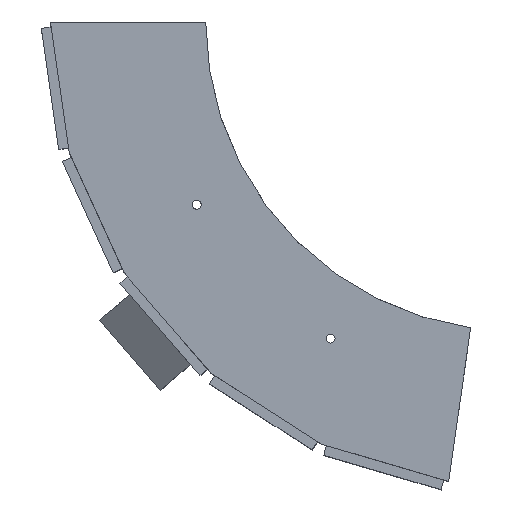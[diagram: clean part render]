
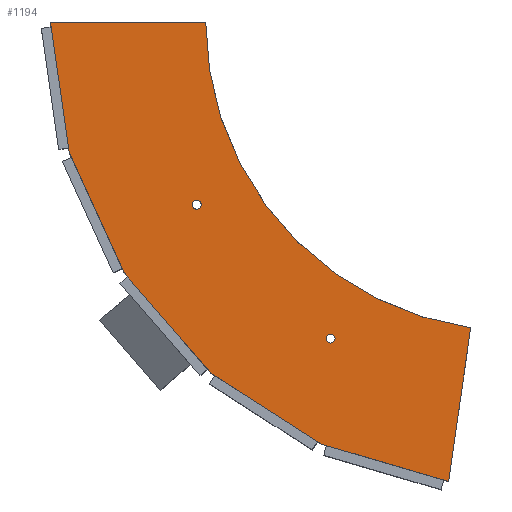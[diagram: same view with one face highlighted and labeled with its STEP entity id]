
A CAD part, top view. The second image highlights one B-rep face of the part: STEP entity #1194.
In plain terms, the highlighted planar face has unit normal (0, 0, 1).
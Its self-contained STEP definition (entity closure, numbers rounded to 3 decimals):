
#18=FACE_BOUND('',#182,.T.);
#19=FACE_BOUND('',#183,.T.);
#38=PLANE('',#1297);
#82=CIRCLE('',#1266,1.45);
#84=CIRCLE('',#1269,1.45);
#88=CIRCLE('',#1298,99.3);
#116=FACE_OUTER_BOUND('',#181,.T.);
#181=EDGE_LOOP('',(#916,#917,#918,#919,#920,#921,#922,#923));
#182=EDGE_LOOP('',(#924));
#183=EDGE_LOOP('',(#925));
#240=LINE('',#1732,#378);
#270=LINE('',#1829,#408);
#273=LINE('',#1837,#411);
#274=LINE('',#1840,#412);
#275=LINE('',#1842,#413);
#276=LINE('',#1844,#414);
#277=LINE('',#1845,#415);
#378=VECTOR('',#1385,10.);
#408=VECTOR('',#1477,10.);
#411=VECTOR('',#1484,10.);
#412=VECTOR('',#1487,10.);
#413=VECTOR('',#1488,10.);
#414=VECTOR('',#1489,10.);
#415=VECTOR('',#1490,10.);
#538=VERTEX_POINT('',#1729);
#539=VERTEX_POINT('',#1731);
#542=VERTEX_POINT('',#1740);
#544=VERTEX_POINT('',#1746);
#575=VERTEX_POINT('',#1827);
#577=VERTEX_POINT('',#1835);
#578=VERTEX_POINT('',#1836);
#579=VERTEX_POINT('',#1839);
#580=VERTEX_POINT('',#1841);
#581=VERTEX_POINT('',#1843);
#658=EDGE_CURVE('',#538,#539,#240,.T.);
#663=EDGE_CURVE('',#542,#542,#82,.T.);
#666=EDGE_CURVE('',#544,#544,#84,.T.);
#707=EDGE_CURVE('',#538,#575,#270,.T.);
#710=EDGE_CURVE('',#577,#578,#273,.T.);
#711=EDGE_CURVE('',#577,#539,#88,.T.);
#712=EDGE_CURVE('',#575,#579,#274,.T.);
#713=EDGE_CURVE('',#579,#580,#275,.T.);
#714=EDGE_CURVE('',#580,#581,#276,.T.);
#715=EDGE_CURVE('',#581,#578,#277,.T.);
#916=ORIENTED_EDGE('',*,*,#710,.F.);
#917=ORIENTED_EDGE('',*,*,#711,.T.);
#918=ORIENTED_EDGE('',*,*,#658,.F.);
#919=ORIENTED_EDGE('',*,*,#707,.T.);
#920=ORIENTED_EDGE('',*,*,#712,.T.);
#921=ORIENTED_EDGE('',*,*,#713,.T.);
#922=ORIENTED_EDGE('',*,*,#714,.T.);
#923=ORIENTED_EDGE('',*,*,#715,.T.);
#924=ORIENTED_EDGE('',*,*,#663,.T.);
#925=ORIENTED_EDGE('',*,*,#666,.T.);
#1194=ADVANCED_FACE('',(#116,#18,#19),#38,.T.);
#1266=AXIS2_PLACEMENT_3D('',#1741,#1392,#1393);
#1269=AXIS2_PLACEMENT_3D('',#1747,#1399,#1400);
#1297=AXIS2_PLACEMENT_3D('',#1834,#1482,#1483);
#1298=AXIS2_PLACEMENT_3D('',#1838,#1485,#1486);
#1385=DIRECTION('',(1.,0.,0.));
#1392=DIRECTION('center_axis',(0.,0.,-1.));
#1393=DIRECTION('ref_axis',(1.,0.,0.));
#1399=DIRECTION('center_axis',(0.,0.,-1.));
#1400=DIRECTION('ref_axis',(1.,0.,0.));
#1477=DIRECTION('',(0.142,-0.99,0.));
#1482=DIRECTION('center_axis',(0.,0.,1.));
#1483=DIRECTION('ref_axis',(1.,0.,0.));
#1484=DIRECTION('',(-0.142,-0.99,0.));
#1485=DIRECTION('center_axis',(0.,0.,-1.));
#1486=DIRECTION('ref_axis',(-1.,0.,0.));
#1487=DIRECTION('',(0.415,-0.91,0.));
#1488=DIRECTION('',(0.655,-0.756,0.));
#1489=DIRECTION('',(0.841,-0.541,0.));
#1490=DIRECTION('',(0.959,-0.282,0.));
#1729=CARTESIAN_POINT('',(-149.2,0.,69.8));
#1731=CARTESIAN_POINT('',(-99.3,0.,69.8));
#1732=CARTESIAN_POINT('',(0.,0.,69.8));
#1740=CARTESIAN_POINT('',(-60.627,-101.744,69.8));
#1741=CARTESIAN_POINT('Origin',(-59.177,-101.744,69.8));
#1746=CARTESIAN_POINT('',(-103.69,-58.681,69.8));
#1747=CARTESIAN_POINT('Origin',(-102.24,-58.681,69.8));
#1827=CARTESIAN_POINT('',(-143.156,-42.034,69.8));
#1829=CARTESIAN_POINT('',(-149.2,0.,69.8));
#1834=CARTESIAN_POINT('Origin',(0.,76.259,69.8));
#1835=CARTESIAN_POINT('',(-14.132,-98.289,69.8));
#1836=CARTESIAN_POINT('',(-21.233,-147.681,69.8));
#1837=CARTESIAN_POINT('',(-0.277,-1.926,69.8));
#1838=CARTESIAN_POINT('Origin',(0.,0.,69.8));
#1839=CARTESIAN_POINT('',(-125.515,-80.664,69.8));
#1840=CARTESIAN_POINT('',(-125.515,-80.664,69.8));
#1841=CARTESIAN_POINT('',(-97.705,-112.758,69.8));
#1842=CARTESIAN_POINT('',(-97.705,-112.758,69.8));
#1843=CARTESIAN_POINT('',(-61.98,-135.717,69.8));
#1844=CARTESIAN_POINT('',(-61.98,-135.717,69.8));
#1845=CARTESIAN_POINT('',(-21.233,-147.681,69.8));
